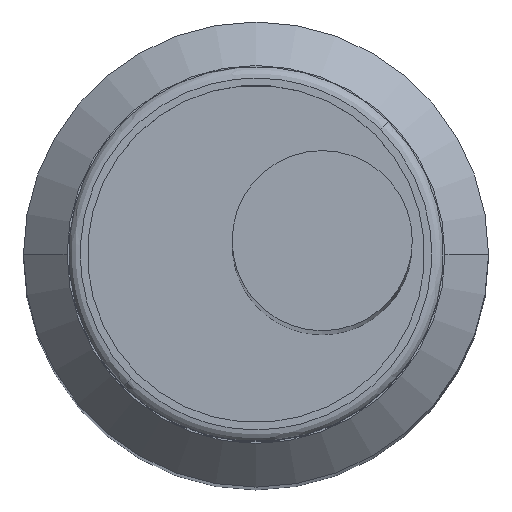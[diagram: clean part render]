
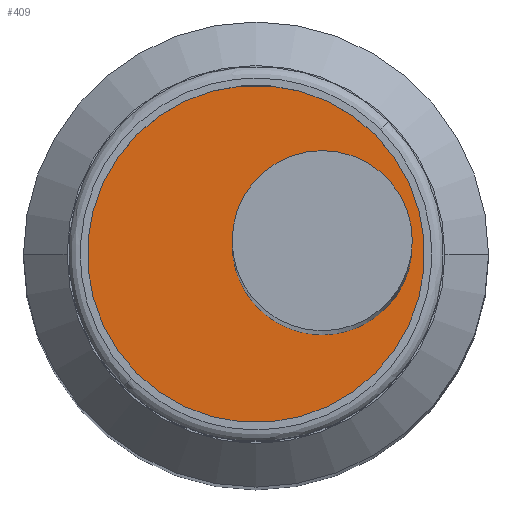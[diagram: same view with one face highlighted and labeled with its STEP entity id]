
A CAD part, top view. The second image highlights one B-rep face of the part: STEP entity #409.
In plain terms, the highlighted planar face has unit normal (0, 0, 1).
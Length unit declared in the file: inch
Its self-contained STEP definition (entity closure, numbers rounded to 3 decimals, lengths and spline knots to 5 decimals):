
#23 = DIRECTION ( 'NONE',  ( -0.707, -0.707, 0. ) ) ;
#94 = CARTESIAN_POINT ( 'NONE',  ( 0.04483, 0.0063, 1.36614 ) ) ;
#120 = EDGE_CURVE ( 'NONE', #1267, #525, #688, .T. ) ;
#137 = EDGE_CURVE ( 'NONE', #525, #1267, #277, .T. ) ;
#169 = ORIENTED_EDGE ( 'NONE', *, *, #120, .T. ) ;
#171 = DIRECTION ( 'NONE',  ( -0.707, -0.707, 0. ) ) ;
#191 = DIRECTION ( 'NONE',  ( 0., 0., 1. ) ) ;
#215 = PLANE ( 'NONE',  #841 ) ;
#239 = CIRCLE ( 'NONE', #1327, 0.06102 ) ;
#277 = CIRCLE ( 'NONE', #706, 0.11417 ) ;
#281 = CARTESIAN_POINT ( 'NONE',  ( 0.08799, 0.04945, 1.36614 ) ) ;
#290 = AXIS2_PLACEMENT_3D ( 'NONE', #1219, #334, #23 ) ;
#308 = FACE_BOUND ( 'NONE', #1128, .T. ) ;
#326 = CARTESIAN_POINT ( 'NONE',  ( 0., 0., 1.36614 ) ) ;
#333 = EDGE_CURVE ( 'NONE', #976, #811, #239, .T. ) ;
#334 = DIRECTION ( 'NONE',  ( 0., 0., 1. ) ) ;
#362 = AXIS2_PLACEMENT_3D ( 'NONE', #389, #1168, #171 ) ;
#389 = CARTESIAN_POINT ( 'NONE',  ( 0.04483, 0.0063, 1.36614 ) ) ;
#409 = ADVANCED_FACE ( 'NONE', ( #817, #308 ), #215, .F. ) ;
#416 = ORIENTED_EDGE ( 'NONE', *, *, #971, .F. ) ;
#438 = CARTESIAN_POINT ( 'NONE',  ( 0.08073, 0.08073, 1.36614 ) ) ;
#439 = DIRECTION ( 'NONE',  ( 0., 0., 1. ) ) ;
#466 = ORIENTED_EDGE ( 'NONE', *, *, #333, .F. ) ;
#525 = VERTEX_POINT ( 'NONE', #652 ) ;
#530 = DIRECTION ( 'NONE',  ( 0., 0., -1. ) ) ;
#552 = CARTESIAN_POINT ( 'NONE',  ( 0.00168, -0.03685, 1.36614 ) ) ;
#589 = ORIENTED_EDGE ( 'NONE', *, *, #137, .T. ) ;
#652 = CARTESIAN_POINT ( 'NONE',  ( -0.08073, -0.08073, 1.36614 ) ) ;
#688 = CIRCLE ( 'NONE', #290, 0.11417 ) ;
#706 = AXIS2_PLACEMENT_3D ( 'NONE', #1322, #439, #1098 ) ;
#811 = VERTEX_POINT ( 'NONE', #552 ) ;
#817 = FACE_OUTER_BOUND ( 'NONE', #1340, .T. ) ;
#841 = AXIS2_PLACEMENT_3D ( 'NONE', #326, #530, #1086 ) ;
#971 = EDGE_CURVE ( 'NONE', #811, #976, #1195, .T. ) ;
#976 = VERTEX_POINT ( 'NONE', #281 ) ;
#1086 = DIRECTION ( 'NONE',  ( -0.707, -0.707, 0. ) ) ;
#1098 = DIRECTION ( 'NONE',  ( -0.707, -0.707, 0. ) ) ;
#1128 = EDGE_LOOP ( 'NONE', ( #416, #466 ) ) ;
#1168 = DIRECTION ( 'NONE',  ( 0., 0., 1. ) ) ;
#1178 = DIRECTION ( 'NONE',  ( -0.707, -0.707, 0. ) ) ;
#1195 = CIRCLE ( 'NONE', #362, 0.06102 ) ;
#1219 = CARTESIAN_POINT ( 'NONE',  ( 0., 0., 1.36614 ) ) ;
#1267 = VERTEX_POINT ( 'NONE', #438 ) ;
#1322 = CARTESIAN_POINT ( 'NONE',  ( 0., 0., 1.36614 ) ) ;
#1327 = AXIS2_PLACEMENT_3D ( 'NONE', #94, #191, #1178 ) ;
#1340 = EDGE_LOOP ( 'NONE', ( #589, #169 ) ) ;
